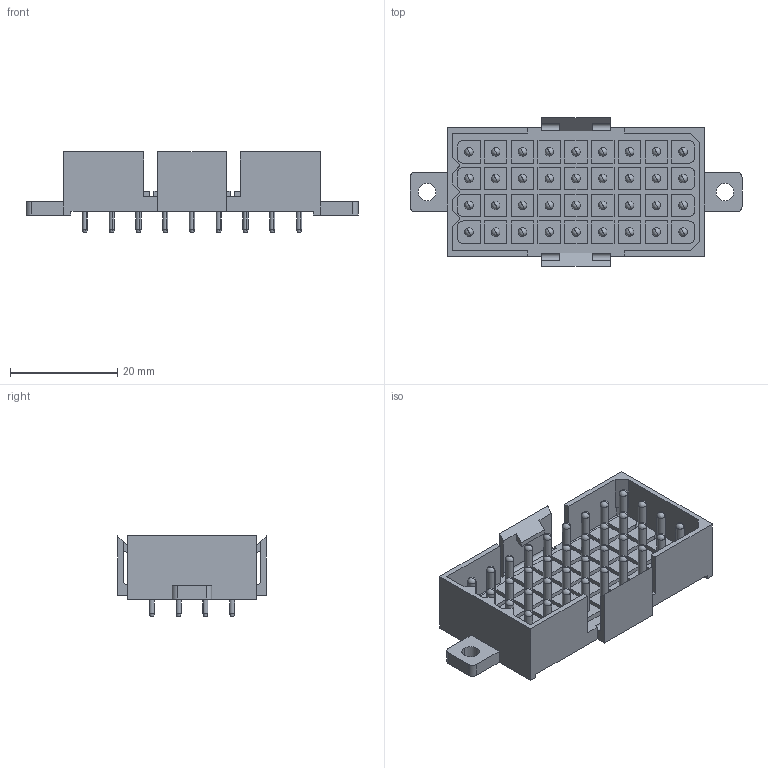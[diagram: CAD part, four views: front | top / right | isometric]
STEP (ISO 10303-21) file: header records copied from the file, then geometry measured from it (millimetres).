
FILE_DESCRIPTION(('CATIA V5 STEP Exchange','CAx-IF Rec.Pracs.--- Model Styling and Organization---1.2---2011-12-15'),'2;1');
FILE_NAME ('D1452077_0_1446800000_1446800000.stp','2018-09-20T17:43:25+00:00',('none'),('Weidmueller'),'CATIA Version 5-6 Release 2014','CATIA V5 STEP AP214','none');
FILE_SCHEMA(('AUTOMOTIVE_DESIGN { 1 0 10303 214 1 1 1 1 }'));
Length unit declared in the file: millimetre
Products named in the file (1): 1446800000
Bounding box: 62 x 27.8 x 15 mm (x, y, z)
Volume: 5860.5 mm3; surface area: 8602.7 mm2
Topology: 37 solids, 37 shells, 710 faces, 1660 edges, 1024 vertices
Faces by surface type: plane 321, cylinder 245, sphere 72, cone 72
Entity records: 17551 total; most frequent: ORIENTED_EDGE 3176, CARTESIAN_POINT 2976, DIRECTION 2314, EDGE_CURVE 1588, VERTEX_POINT 1024, AXIS2_PLACEMENT_3D 1002, VECTOR 950, LINE 950
